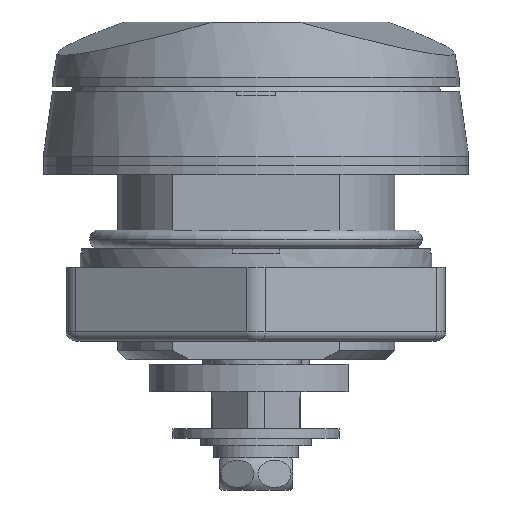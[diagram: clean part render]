
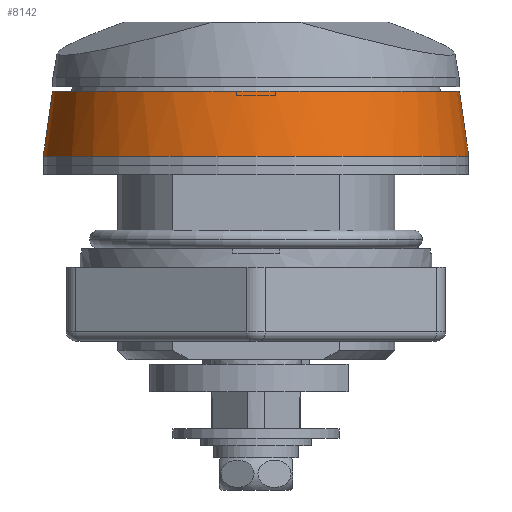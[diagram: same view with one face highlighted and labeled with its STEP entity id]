
A CAD part, front view. The second image highlights one B-rep face of the part: STEP entity #8142.
In plain terms, the highlighted conical face has half-angle 8.13 degrees and reference radius 23 mm.
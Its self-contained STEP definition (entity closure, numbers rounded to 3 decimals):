
#67 = VECTOR ( 'NONE', #12586, 1000. ) ;
#68 = VECTOR ( 'NONE', #12592, 1000. ) ;
#115 = CONICAL_SURFACE ( 'NONE', #235, 23., 0.142 ) ;
#233 = FACE_OUTER_BOUND ( 'NONE', #11834, .T. ) ;
#235 = AXIS2_PLACEMENT_3D ( 'NONE', #12734, #12735, #12736 ) ;
#1438 = VERTEX_POINT ( 'NONE', #2949 ) ;
#1439 = VERTEX_POINT ( 'NONE', #2950 ) ;
#1440 = VERTEX_POINT ( 'NONE', #2951 ) ;
#1441 = VERTEX_POINT ( 'NONE', #2952 ) ;
#1908 = ORIENTED_EDGE ( 'NONE', *, *, #6940, .F. ) ;
#1909 = ORIENTED_EDGE ( 'NONE', *, *, #5294, .F. ) ;
#1910 = ORIENTED_EDGE ( 'NONE', *, *, #5304, .F. ) ;
#1911 = ORIENTED_EDGE ( 'NONE', *, *, #5306, .T. ) ;
#1912 = ORIENTED_EDGE ( 'NONE', *, *, #5296, .F. ) ;
#1913 = ORIENTED_EDGE ( 'NONE', *, *, #6942, .T. ) ;
#2949 = CARTESIAN_POINT ( 'NONE',  ( -23., 0., -7.5 ) ) ;
#2950 = CARTESIAN_POINT ( 'NONE',  ( 23., 0., -7.5 ) ) ;
#2951 = CARTESIAN_POINT ( 'NONE',  ( 22., 0., -0.5 ) ) ;
#2952 = CARTESIAN_POINT ( 'NONE',  ( -22., 0., -0.5 ) ) ;
#3226 = CARTESIAN_POINT ( 'NONE',  ( 0., 0., -0.5 ) ) ;
#3236 = DIRECTION ( 'NONE',  ( 0., 0., 1. ) ) ;
#3237 = DIRECTION ( 'NONE',  ( 1., 0., 0. ) ) ;
#3238 = CARTESIAN_POINT ( 'NONE',  ( 0., 0., -0.5 ) ) ;
#3242 = DIRECTION ( 'NONE',  ( 0., 0., 1. ) ) ;
#3243 = DIRECTION ( 'NONE',  ( 1., 0., 0. ) ) ;
#3265 = CARTESIAN_POINT ( 'NONE',  ( 0., 0., -0.5 ) ) ;
#3266 = DIRECTION ( 'NONE',  ( 0., 0., 1. ) ) ;
#3267 = DIRECTION ( 'NONE',  ( 1., 0., 0. ) ) ;
#3271 = CARTESIAN_POINT ( 'NONE',  ( 0., 0., -7.5 ) ) ;
#3272 = DIRECTION ( 'NONE',  ( 0., 0., 1. ) ) ;
#3273 = DIRECTION ( 'NONE',  ( 1., 0., 0. ) ) ;
#3896 = CARTESIAN_POINT ( 'NONE',  ( 2.1, -21.9, -0.5 ) ) ;
#3897 = CARTESIAN_POINT ( 'NONE',  ( -2.1, -21.9, -0.5 ) ) ;
#4747 = VERTEX_POINT ( 'NONE', #3896 ) ;
#4748 = VERTEX_POINT ( 'NONE', #3897 ) ;
#5294 = EDGE_CURVE ( 'NONE', #4747, #1440, #8333, .T. ) ;
#5296 = EDGE_CURVE ( 'NONE', #1441, #4748, #8334, .T. ) ;
#5304 = EDGE_CURVE ( 'NONE', #4748, #4747, #8338, .T. ) ;
#5306 = EDGE_CURVE ( 'NONE', #1438, #1439, #8340, .T. ) ;
#6940 = EDGE_CURVE ( 'NONE', #1440, #1439, #12584, .T. ) ;
#6942 = EDGE_CURVE ( 'NONE', #1441, #1438, #12590, .T. ) ;
#8142 = ADVANCED_FACE ( 'NONE', ( #233 ), #115, .T. ) ;
#8333 = CIRCLE ( 'NONE', #8482, 22. ) ;
#8334 = CIRCLE ( 'NONE', #8480, 22. ) ;
#8338 = CIRCLE ( 'NONE', #8493, 22. ) ;
#8340 = CIRCLE ( 'NONE', #8495, 23. ) ;
#8480 = AXIS2_PLACEMENT_3D ( 'NONE', #3238, #3242, #3243 ) ;
#8482 = AXIS2_PLACEMENT_3D ( 'NONE', #3226, #3236, #3237 ) ;
#8493 = AXIS2_PLACEMENT_3D ( 'NONE', #3265, #3266, #3267 ) ;
#8495 = AXIS2_PLACEMENT_3D ( 'NONE', #3271, #3272, #3273 ) ;
#11834 = EDGE_LOOP ( 'NONE', ( #1908, #1909, #1910, #1912, #1913, #1911 ) ) ;
#12584 = LINE ( 'NONE', #12585, #67 ) ;
#12585 = CARTESIAN_POINT ( 'NONE',  ( 23., 0., -7.5 ) ) ;
#12586 = DIRECTION ( 'NONE',  ( 0.141, 0., -0.99 ) ) ;
#12590 = LINE ( 'NONE', #12591, #68 ) ;
#12591 = CARTESIAN_POINT ( 'NONE',  ( -23., 0., -7.5 ) ) ;
#12592 = DIRECTION ( 'NONE',  ( -0.141, 0., -0.99 ) ) ;
#12734 = CARTESIAN_POINT ( 'NONE',  ( 0., 0., -7.5 ) ) ;
#12735 = DIRECTION ( 'NONE',  ( 0., 0., -1. ) ) ;
#12736 = DIRECTION ( 'NONE',  ( -1., 0., 0. ) ) ;
